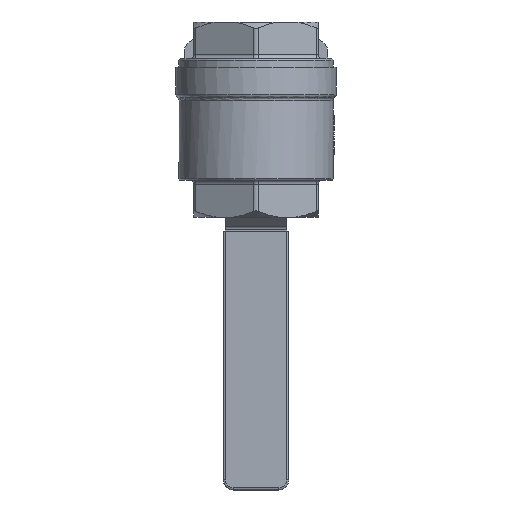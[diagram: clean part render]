
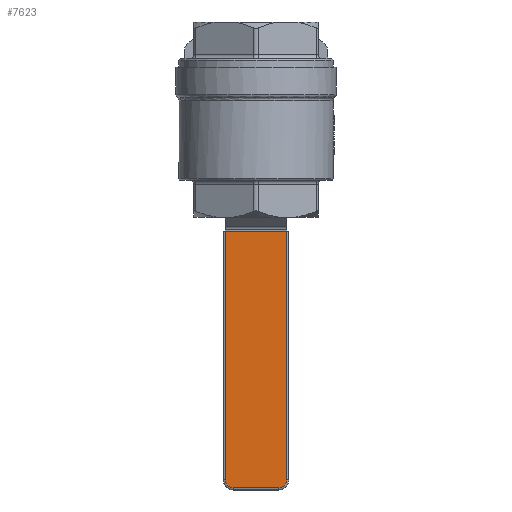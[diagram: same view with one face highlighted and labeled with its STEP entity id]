
A CAD part, front view. The second image highlights one B-rep face of the part: STEP entity #7623.
In plain terms, the highlighted planar face has unit normal (0, -1, 0).
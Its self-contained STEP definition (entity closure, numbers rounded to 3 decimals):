
#297=PLANE('',#8393);
#898=FACE_OUTER_BOUND('',#1350,.T.);
#1350=EDGE_LOOP('',(#6307,#6308,#6309,#6310,#6311,#6312));
#1697=CIRCLE('',#8384,4.);
#1701=CIRCLE('',#8390,4.);
#2211=LINE('',#14054,#2786);
#2214=LINE('',#14069,#2789);
#2216=LINE('',#14081,#2791);
#2217=LINE('',#14083,#2792);
#2786=VECTOR('',#9972,10.);
#2789=VECTOR('',#9989,10.);
#2791=VECTOR('',#10003,10.);
#2792=VECTOR('',#10006,10.);
#3466=VERTEX_POINT('',#14051);
#3467=VERTEX_POINT('',#14053);
#3469=VERTEX_POINT('',#14059);
#3471=VERTEX_POINT('',#14065);
#3473=VERTEX_POINT('',#14071);
#3475=VERTEX_POINT('',#14077);
#4423=EDGE_CURVE('',#3466,#3467,#2211,.T.);
#4428=EDGE_CURVE('',#3467,#3469,#1697,.T.);
#4431=EDGE_CURVE('',#3469,#3471,#2214,.T.);
#4434=EDGE_CURVE('',#3471,#3473,#1701,.T.);
#4437=EDGE_CURVE('',#3473,#3475,#2216,.T.);
#4438=EDGE_CURVE('',#3475,#3466,#2217,.T.);
#6307=ORIENTED_EDGE('',*,*,#4437,.F.);
#6308=ORIENTED_EDGE('',*,*,#4434,.F.);
#6309=ORIENTED_EDGE('',*,*,#4431,.F.);
#6310=ORIENTED_EDGE('',*,*,#4428,.F.);
#6311=ORIENTED_EDGE('',*,*,#4423,.F.);
#6312=ORIENTED_EDGE('',*,*,#4438,.F.);
#7623=ADVANCED_FACE('',(#898),#297,.T.);
#8384=AXIS2_PLACEMENT_3D('',#14063,#9982,#9983);
#8390=AXIS2_PLACEMENT_3D('',#14075,#9996,#9997);
#8393=AXIS2_PLACEMENT_3D('',#14082,#10004,#10005);
#9972=DIRECTION('',(0.,0.,-1.));
#9982=DIRECTION('center_axis',(0.,1.,0.));
#9983=DIRECTION('ref_axis',(0.707,0.,-0.707));
#9989=DIRECTION('',(-1.,0.,0.));
#9996=DIRECTION('center_axis',(0.,1.,0.));
#9997=DIRECTION('ref_axis',(-0.707,0.,-0.707));
#10003=DIRECTION('',(0.,0.,1.));
#10004=DIRECTION('center_axis',(0.,-1.,0.));
#10005=DIRECTION('ref_axis',(-1.,0.,0.));
#10006=DIRECTION('',(1.,0.,0.));
#14051=CARTESIAN_POINT('',(15.,37.666,-59.));
#14053=CARTESIAN_POINT('',(15.,37.666,-179.75));
#14054=CARTESIAN_POINT('',(15.,37.666,-59.));
#14059=CARTESIAN_POINT('',(11.,37.666,-183.75));
#14063=CARTESIAN_POINT('Origin',(11.,37.666,-179.75));
#14065=CARTESIAN_POINT('',(-11.,37.666,-183.75));
#14069=CARTESIAN_POINT('',(8.,37.666,-183.75));
#14071=CARTESIAN_POINT('',(-15.,37.666,-179.75));
#14075=CARTESIAN_POINT('Origin',(-11.,37.666,-179.75));
#14077=CARTESIAN_POINT('',(-15.,37.666,-59.));
#14081=CARTESIAN_POINT('',(-15.,37.666,-59.));
#14082=CARTESIAN_POINT('Origin',(16.,37.666,-59.));
#14083=CARTESIAN_POINT('',(-16.,37.666,-59.));
